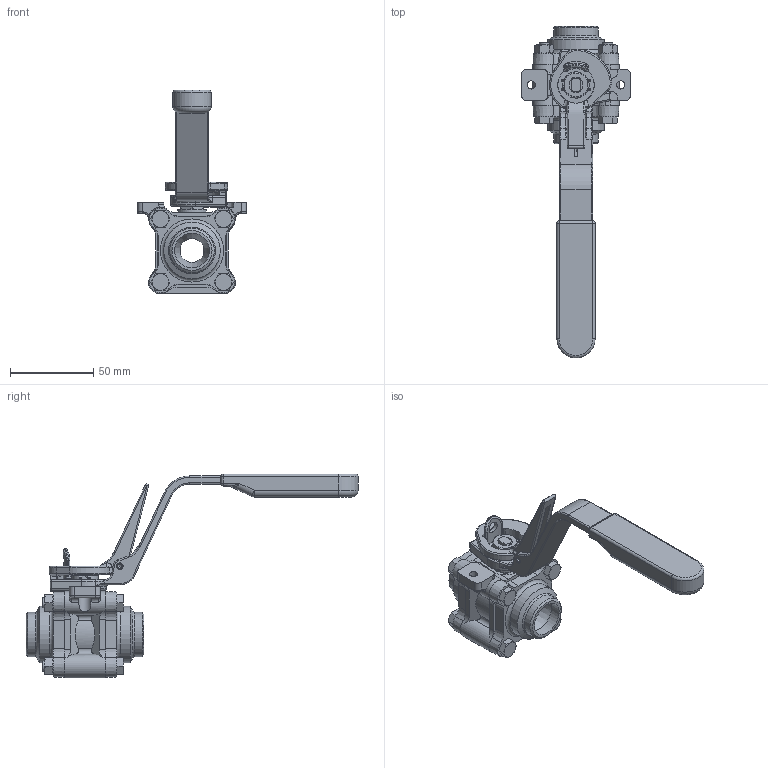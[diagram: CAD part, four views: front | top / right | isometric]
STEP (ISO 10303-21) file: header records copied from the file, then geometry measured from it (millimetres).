
FILE_DESCRIPTION(/* description */ (''),/* implementation_level */ '2;1');
FILE_NAME(/* name */ 'GA-A44-07-BWA-LW-A-1.stp',/* time_stamp */ '2020-10-15T14:33:51+01:00',/* author */ ('jaday'),/* organization */ (''),/* preprocessor_version */ 'ST-DEVELOPER v16.1',/* originating_system */ 'Autodesk Inventor 2016',/* authorisation */ '');
FILE_SCHEMA (('AUTOMOTIVE_DESIGN { 1 0 10303 214 3 1 1 }'));
Length unit declared in the file: millimetre
Products named in the file (15): GA-B04407-16254-A-1; GA-B04407-27100-A-1; GA-A44-05-STEM-BUILD-A-1; GA-B00005-06002-A-1; GA-B00005-52001-B-1; M06-8-045-110-A-1; M06-8-000-360-A-1; B04405-01065-D-1; B04405-01069-G-1; GA-B00005-42007-A-1; GA-B00010-60144-A-1; C04405-01065-E-1; M10-0-000-5DS-A-1; GA-B00005-34000-A-1; GA-A44-07-BWA-LW-A-1
Assembly tree (22 placements, depth 3):
  GA-A44-07-BWA-LW-A-1
    GA-B04407-16254-A-1
    GA-B04407-27100-A-1  x2
    GA-A44-05-STEM-BUILD-A-1
    GA-B00005-06002-A-1  x2
    GA-B00005-52001-B-1
    M06-8-045-110-A-1  x4
    M06-8-000-360-A-1  x4
    C04405-01065-E-1
      B04405-01065-D-1
      B04405-01069-G-1
      GA-B00005-42007-A-1
      GA-B00010-60144-A-1
    M10-0-000-5DS-A-1
    GA-B00005-34000-A-1
Bounding box: 65.65 x 199.97 x 122.76 mm (x, y, z)
Volume: 141720.1 mm3; surface area: 65486.8 mm2
Topology: 21 solids, 21 shells, 801 faces, 1915 edges, 1142 vertices
Faces by surface type: plane 295, cylinder 242, cone 135, torus 74, bspline 39, sphere 16
Full cylindrical faces by diameter (mm): 0.8 x2, 4.05 x2, 4.2 x2, 4.917 x6, 6 x4, 6.5 x8, 6.8 x4, 7 x1, 8.382 x2, 9.406 x1, 14.095 x1, 14.3 x1, 14.35 x2, 17.45 x1, 20 x1, 20.975 x2, 22 x1, 26.825 x2, 34.05 x2
Entity records: 20232 total; most frequent: CARTESIAN_POINT 5379, DIRECTION 3182, ORIENTED_EDGE 2938, EDGE_CURVE 1469, AXIS2_PLACEMENT_3D 1252, VERTEX_POINT 908, EDGE_LOOP 727, LINE 678
